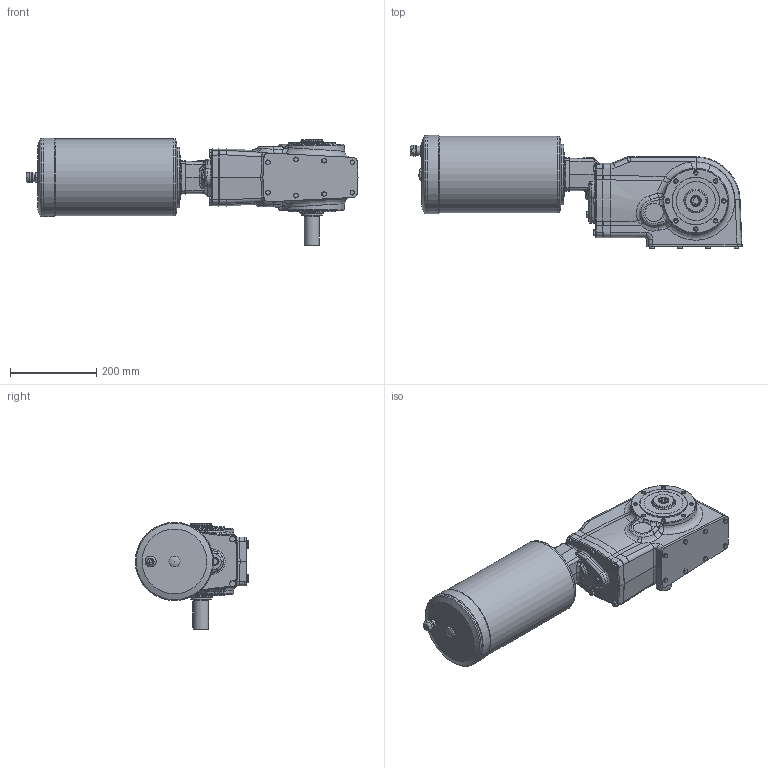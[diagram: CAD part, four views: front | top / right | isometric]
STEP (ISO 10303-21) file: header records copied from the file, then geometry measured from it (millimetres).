
FILE_DESCRIPTION( ( 'Unknown' ), '1' );
FILE_NAME( '503C835B91789AEB8B9975384A28149.3d.stp', 'Unknown', ( 'Unknown' ), ( 'Unknown' ), 'PSStep 10.1', 'Unknown', ' ' );
FILE_SCHEMA( ( 'AUTOMOTIVE_DESIGN { 1 0 10303 214 1 1 1 1 }' ) );
Length unit declared in the file: millimetre
Products named in the file (1): X74N
Bounding box: 768.4 x 262.1 x 248.5 mm (x, y, z)
Volume: 16663372.8 mm3; surface area: 580060.2 mm2
Topology: 1 solids, 15 shells, 977 faces, 2305 edges, 1422 vertices
Faces by surface type: plane 328, cylinder 230, cone 188, bspline 163, torus 57, revolution 4, extrusion 4, sphere 3
Full cylindrical faces by diameter (mm): 2.6 x1, 6 x8, 6.647 x8, 7 x9, 8 x4, 8.376 x32, 8.9 x8, 9 x8, 10.106 x1, 11.6 x6, 12.5 x1, 13 x4, 13.4 x1, 14 x4, 16.662 x1, 18 x2, 20 x1, 21 x1, 23 x1, 24 x1, 30 x1, 34.6 x1, 35 x2, 40 x1, 42.5 x2, 47 x1, 48 x1, 49.5 x1, 55 x2, 85 x1
Entity records: 57768 total; most frequent: CARTESIAN_POINT 30467, ORIENTED_EDGE 3858, DIRECTION 3738, EDGE_CURVE 1929, AXIS2_PLACEMENT_3D 1570, EDGE_LOOP 1334, VERTEX_POINT 1320, FACE_OUTER_BOUND 1154
